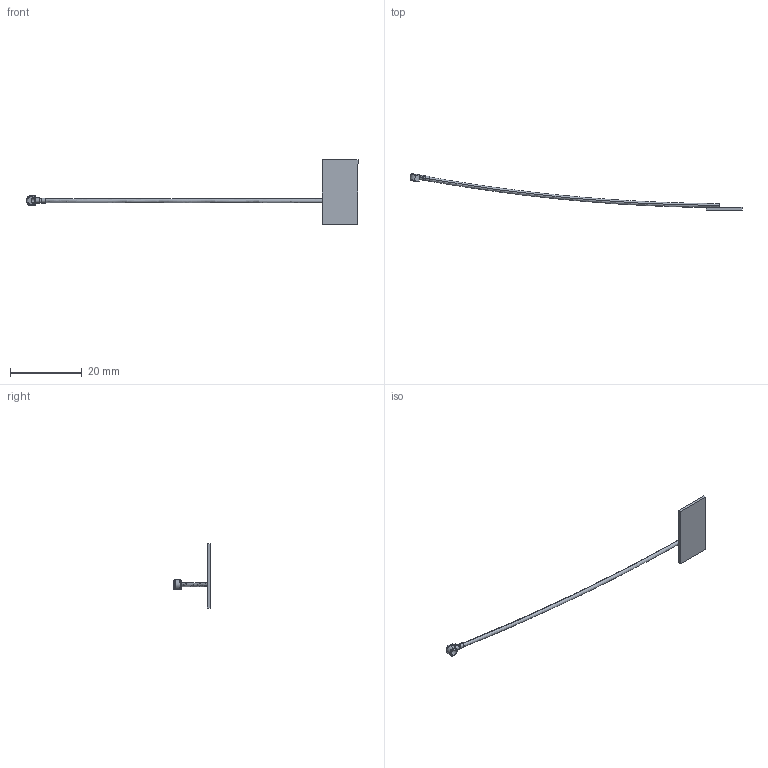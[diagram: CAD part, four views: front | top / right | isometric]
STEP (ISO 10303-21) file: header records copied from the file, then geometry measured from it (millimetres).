
FILE_DESCRIPTION (( 'STEP AP214' ), '1' );
FILE_NAME ('HG4958-05PU-UFL_3D.STEP', '2022-04-18T21:51:52', ( '' ), ( '' ), 'SwSTEP 2.0', 'SolidWorks 2021', '' );
FILE_SCHEMA (( 'AUTOMOTIVE_DESIGN' ));
Length unit declared in the file: inch
Products named in the file (4): HG4958-05PU-UFL_CONNECTOR; HG4958-05PU-UFL_PCB; HG4958-05PU-UFL_3D; HG4958-05PU-UFL_1.13mm Coax
Assembly tree (3 placements, depth 2):
  HG4958-05PU-UFL_3D
    HG4958-05PU-UFL_1.13mm Coax
    HG4958-05PU-UFL_CONNECTOR
    HG4958-05PU-UFL_PCB
Bounding box: 92.35 x 10.14 x 17.81 mm (x, y, z)
Volume: 222.3 mm3; surface area: 754.4 mm2
Topology: 3 solids, 3 shells, 119 faces, 317 edges, 201 vertices
Faces by surface type: plane 66, cylinder 37, torus 9, bspline 5, sphere 2
Entity records: 4208 total; most frequent: CARTESIAN_POINT 1039, ORIENTED_EDGE 630, DIRECTION 619, EDGE_CURVE 315, AXIS2_PLACEMENT_3D 221, VERTEX_POINT 201, LINE 177, VECTOR 177
